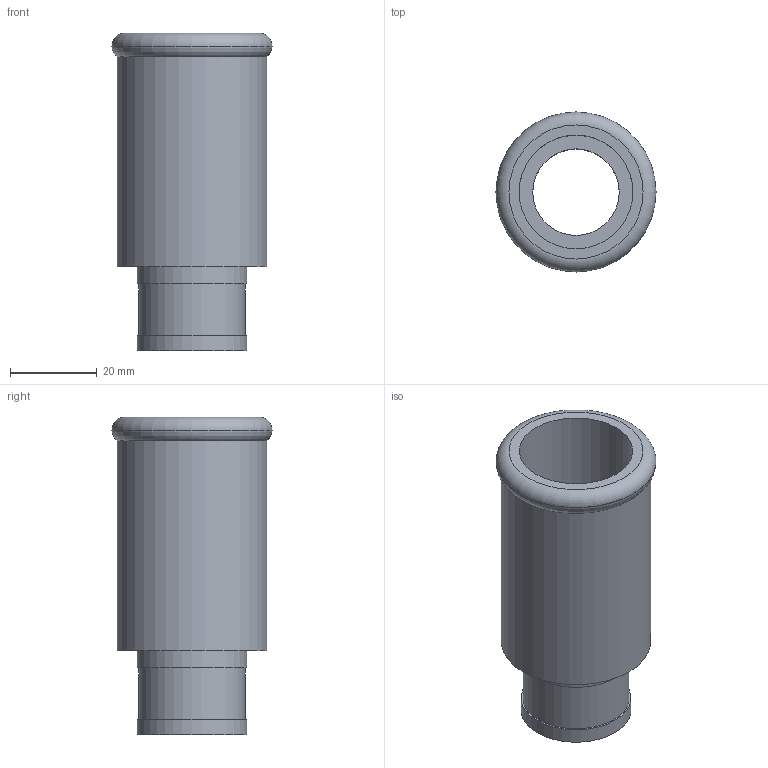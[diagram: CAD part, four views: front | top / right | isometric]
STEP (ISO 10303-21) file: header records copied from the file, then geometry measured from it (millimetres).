
FILE_DESCRIPTION(/* description */ (''),/* implementation_level */ '2;1');
FILE_NAME(/* name */ 'COR_Bb_TWH.step',/* time_stamp */ '2026-01-21T10:06:47Z',/* author */ (''),/* organization */ (''),/* preprocessor_version */ 'ST-DEVELOPER v20.1',/* originating_system */ 'Autodesk Translation Framework v14.21.0.0',/* authorisation */ '');
FILE_SCHEMA (('AUTOMOTIVE_DESIGN { 1 0 10303 214 3 1 1 }'));
Length unit declared in the file: millimetre
Products named in the file (1): COR_Bb
Bounding box: 37 x 37 x 73.5 mm (x, y, z)
Volume: 32909.4 mm3; surface area: 13794.4 mm2
Topology: 1 solids, 1 shells, 15 faces, 26 edges, 17 vertices
Faces by surface type: cylinder 7, plane 6, torus 2
Full cylindrical faces by diameter (mm): 20 x1, 24.6 x1, 25.4 x2, 26.3 x1, 34.6 x1, 37 x1
Entity records: 408 total; most frequent: DIRECTION 77, CARTESIAN_POINT 59, ORIENTED_EDGE 52, AXIS2_PLACEMENT_3D 35, EDGE_CURVE 26, EDGE_LOOP 21, CIRCLE 19, VERTEX_POINT 17
